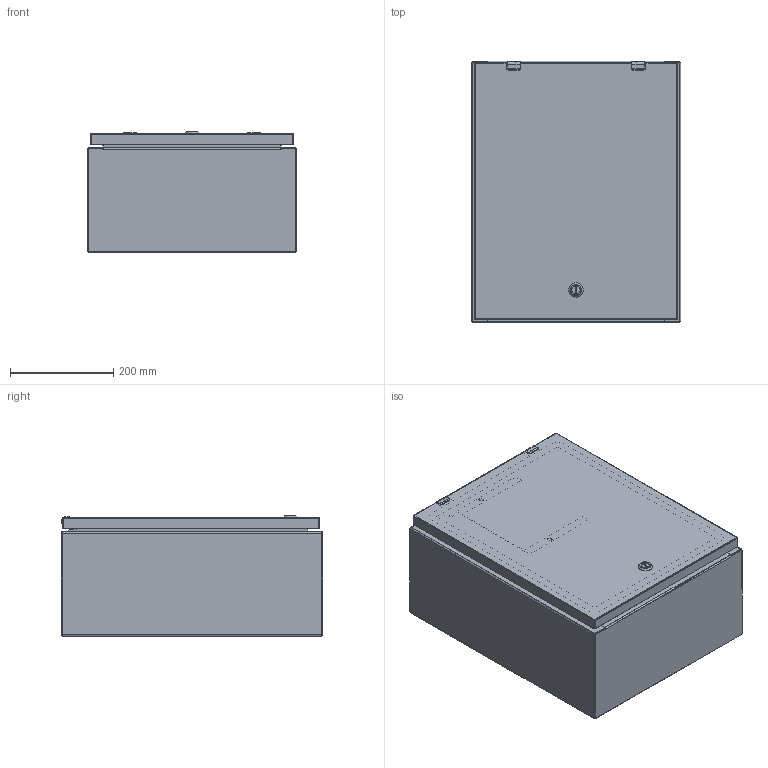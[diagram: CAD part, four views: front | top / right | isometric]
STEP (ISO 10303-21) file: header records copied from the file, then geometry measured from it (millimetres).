
FILE_DESCRIPTION (( 'STEP AP214' ), '1' );
FILE_NAME ('SCE-16EL2008LP.STEP', '2021-01-26T17:31:27', ( '' ), ( '' ), 'SwSTEP 2.0', 'SolidWorks 2019', '' );
FILE_SCHEMA (( 'AUTOMOTIVE_DESIGN' ));
Length unit declared in the file: inch
Products named in the file (1): SCE-16EL2008LP
Bounding box: 406.4 x 508 x 234.45 mm (x, y, z)
Volume: 2343224.5 mm3; surface area: 2255156.3 mm2
Topology: 42 solids, 42 shells, 2221 faces, 5854 edges, 3696 vertices
Faces by surface type: plane 1015, cylinder 558, bspline 524, cone 50, torus 46, sphere 28
Full cylindrical faces by diameter (mm): 1.016 x2, 3.454 x2, 3.978 x2, 4.318 x6, 4.369 x4, 4.775 x2, 4.978 x8, 5 x1, 5.182 x4, 5.207 x4, 5.232 x4, 5.5 x1, 5.537 x2, 6.096 x4, 6.198 x4, 6.299 x4, 6.35 x4, 6.363 x2, 6.756 x4, 7.137 x2, 8.433 x4, 9.296 x4, 9.322 x4, 9.525 x4, 9.9 x1, 10 x1, 11.113 x4, 12.7 x4, 12.8 x1, 13.5 x1
Entity records: 125363 total; most frequent: CARTESIAN_POINT 47499, ORIENTED_EDGE 10922, DIRECTION 8409, EDGE_CURVE 5461, VERTEX_POINT 3596, AXIS2_PLACEMENT_3D 2959, EDGE_LOOP 2595, LINE 2491
